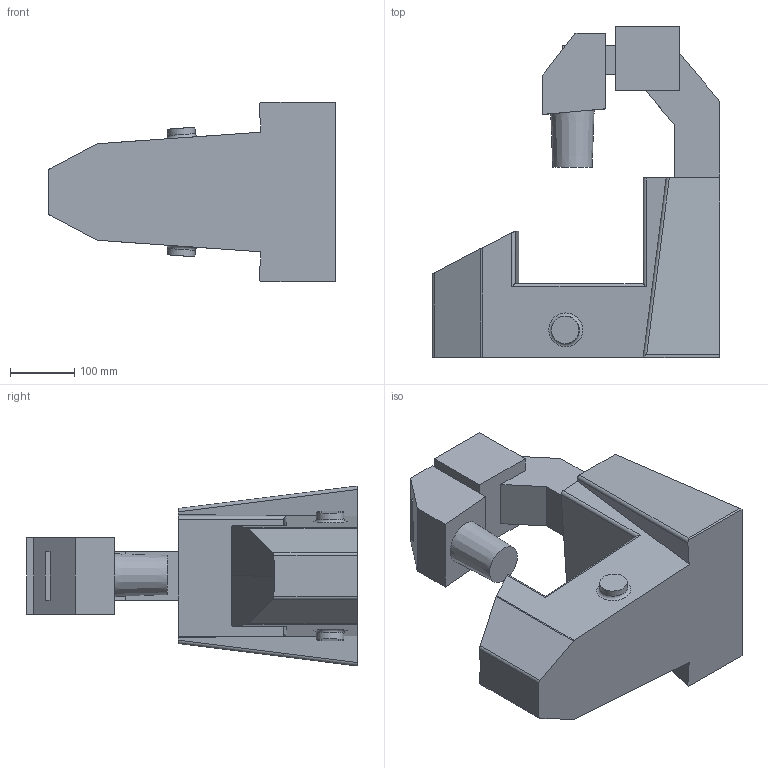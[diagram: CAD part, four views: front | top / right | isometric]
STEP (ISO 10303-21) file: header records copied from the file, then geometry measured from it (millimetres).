
FILE_DESCRIPTION(/* description */ (''),/* implementation_level */ '2;1');
FILE_NAME(/* name */ '00_Axiovert_Base.ipt.step',/* time_stamp */ '2022-11-29T07:35:47+01:00',/* author */ ('diederichbenedict'),/* organization */ (''),/* preprocessor_version */ 'ST-DEVELOPER v18.1',/* originating_system */ 'Autodesk Inventor 2022',/* authorisation */ '');
FILE_SCHEMA (('AUTOMOTIVE_DESIGN { 1 0 10303 214 3 1 1 }'));
Length unit declared in the file: millimetre
Products named in the file (1): 00_Axiovert_Base
Bounding box: 448.93 x 516.69 x 280 mm (x, y, z)
Volume: 18214481.8 mm3; surface area: 660031.8 mm2
Topology: 1 solids, 1 shells, 70 faces, 175 edges, 115 vertices
Faces by surface type: plane 52, cylinder 15, torus 2, cone 1
Full cylindrical faces by diameter (mm): 30 x1, 43.116 x2
Entity records: 2126 total; most frequent: CARTESIAN_POINT 361, DIRECTION 354, ORIENTED_EDGE 350, EDGE_CURVE 175, LINE 138, VECTOR 138, VERTEX_POINT 115, AXIS2_PLACEMENT_3D 108
